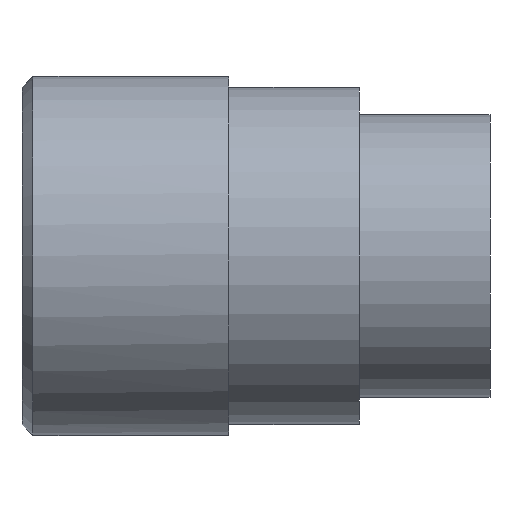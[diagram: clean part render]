
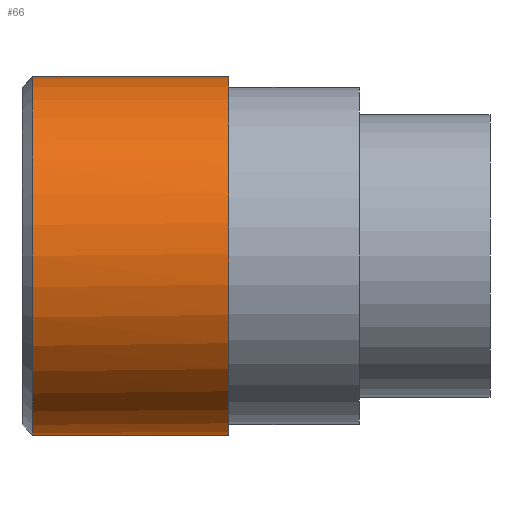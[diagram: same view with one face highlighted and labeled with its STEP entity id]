
A CAD part, left-side view. The second image highlights one B-rep face of the part: STEP entity #66.
In plain terms, the highlighted cylindrical face has radius 16.5 mm (diameter 33 mm), a full revolution.
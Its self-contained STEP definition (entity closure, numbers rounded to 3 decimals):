
#41=ELLIPSE('',#1663,23.335,16.5);
#42=ELLIPSE('',#1665,23.335,16.5);
#45=CYLINDRICAL_SURFACE('',#1667,16.5);
#66=ADVANCED_FACE('',(#366,#367),#45,.T.);
#323=CIRCLE('',#1658,16.5);
#327=CIRCLE('',#1664,16.5);
#328=CIRCLE('',#1666,16.5);
#366=FACE_BOUND('',#396,.T.);
#367=FACE_BOUND('',#397,.T.);
#396=EDGE_LOOP('',(#560,#561,#562,#563,#564,#565));
#397=EDGE_LOOP('',(#566));
#560=ORIENTED_EDGE('',*,*,#1140,.T.);
#561=ORIENTED_EDGE('',*,*,#1129,.T.);
#562=ORIENTED_EDGE('',*,*,#1141,.F.);
#563=ORIENTED_EDGE('',*,*,#1142,.T.);
#564=ORIENTED_EDGE('',*,*,#1143,.T.);
#565=ORIENTED_EDGE('',*,*,#1144,.T.);
#566=ORIENTED_EDGE('',*,*,#1145,.F.);
#981=VERTEX_POINT('',#2335);
#982=VERTEX_POINT('',#2336);
#992=VERTEX_POINT('',#2358);
#993=VERTEX_POINT('',#2360);
#994=VERTEX_POINT('',#2362);
#995=VERTEX_POINT('',#2364);
#996=VERTEX_POINT('',#2367);
#1129=EDGE_CURVE('',#981,#982,#323,.T.);
#1140=EDGE_CURVE('',#992,#981,#1341,.T.);
#1141=EDGE_CURVE('',#993,#982,#1342,.T.);
#1142=EDGE_CURVE('',#993,#994,#41,.T.);
#1143=EDGE_CURVE('',#994,#995,#327,.T.);
#1144=EDGE_CURVE('',#995,#992,#42,.T.);
#1145=EDGE_CURVE('',#996,#996,#328,.T.);
#1341=LINE('',#2357,#1514);
#1342=LINE('',#2359,#1515);
#1514=VECTOR('',#1871,1.);
#1515=VECTOR('',#1872,1.);
#1658=AXIS2_PLACEMENT_3D('',#2334,#1854,#1855);
#1663=AXIS2_PLACEMENT_3D('',#2361,#1873,#1874);
#1664=AXIS2_PLACEMENT_3D('',#2363,#1875,#1876);
#1665=AXIS2_PLACEMENT_3D('',#2365,#1877,#1878);
#1666=AXIS2_PLACEMENT_3D('',#2366,#1879,#1880);
#1667=AXIS2_PLACEMENT_3D('',#2368,#1881,#1882);
#1854=DIRECTION('',(0.,1.,0.));
#1855=DIRECTION('',(0.,0.,1.));
#1871=DIRECTION('',(0.,-1.,0.));
#1872=DIRECTION('',(0.,-1.,0.));
#1873=DIRECTION('',(0.008,0.707,0.707));
#1874=DIRECTION('',(0.008,-0.707,0.707));
#1875=DIRECTION('',(0.,1.,0.));
#1876=DIRECTION('',(0.,0.,1.));
#1877=DIRECTION('',(0.008,0.707,-0.707));
#1878=DIRECTION('',(0.008,-0.707,-0.707));
#1879=DIRECTION('',(0.,1.,0.));
#1880=DIRECTION('',(0.,0.,1.));
#1881=DIRECTION('',(0.,1.,0.));
#1882=DIRECTION('',(0.,0.,1.));
#2334=CARTESIAN_POINT('',(167.,160.,0.));
#2335=CARTESIAN_POINT('',(179.298,160.,-11.));
#2336=CARTESIAN_POINT('',(179.298,160.,11.));
#2357=CARTESIAN_POINT('',(179.298,323.,-11.));
#2358=CARTESIAN_POINT('',(179.298,174.002,-11.));
#2359=CARTESIAN_POINT('',(179.298,323.,11.));
#2360=CARTESIAN_POINT('',(179.298,174.002,11.));
#2361=CARTESIAN_POINT('',(167.,185.142,0.));
#2362=CARTESIAN_POINT('',(180.13,175.,9.993));
#2363=CARTESIAN_POINT('',(167.,175.,0.));
#2364=CARTESIAN_POINT('',(180.13,175.,-9.993));
#2365=CARTESIAN_POINT('',(167.,185.142,0.));
#2366=CARTESIAN_POINT('',(167.,178.,0.));
#2367=CARTESIAN_POINT('',(167.,178.,16.5));
#2368=CARTESIAN_POINT('',(167.,188.,0.));
